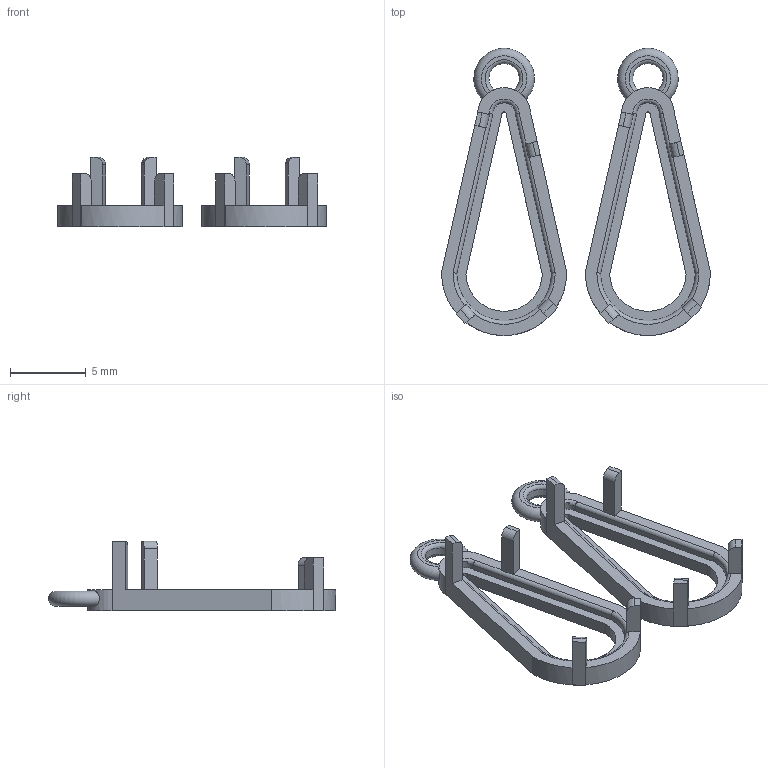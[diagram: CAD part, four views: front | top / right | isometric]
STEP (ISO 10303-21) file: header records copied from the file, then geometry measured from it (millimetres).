
FILE_DESCRIPTION(/* description */ (''),/* implementation_level */ '2;1');
FILE_NAME(/* name */ 'Dual_Earring v3.step',/* time_stamp */ '2021-04-15T20:55:36-07:00',/* author */ (''),/* organization */ (''),/* preprocessor_version */ 'ST-DEVELOPER v18.1',/* originating_system */ 'Autodesk Translation Framework v10.6.0.1341',/* authorisation */ '');
FILE_SCHEMA (('AUTOMOTIVE_DESIGN { 1 0 10303 214 3 1 1 }'));
Length unit declared in the file: millimetre
Products named in the file (2): Dual_Earring; Opal_EarringHolder
Assembly tree (2 placements, depth 2):
  Dual_Earring
    Opal_EarringHolder  x2
Bounding box: 17.75 x 18.97 x 4.6 mm (x, y, z)
Volume: 160.4 mm3; surface area: 531.4 mm2
Topology: 2 solids, 2 shells, 110 faces, 308 edges, 202 vertices
Faces by surface type: plane 70, cylinder 30, torus 10
Entity records: 1975 total; most frequent: CARTESIAN_POINT 472, ORIENTED_EDGE 308, DIRECTION 303, EDGE_CURVE 154, AXIS2_PLACEMENT_3D 108, VERTEX_POINT 101, LINE 87, VECTOR 87
